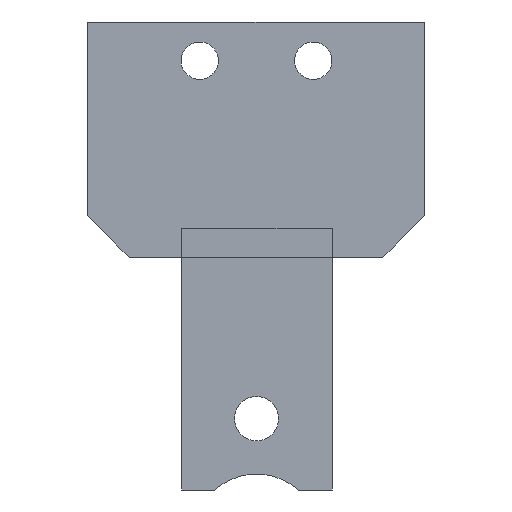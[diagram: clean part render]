
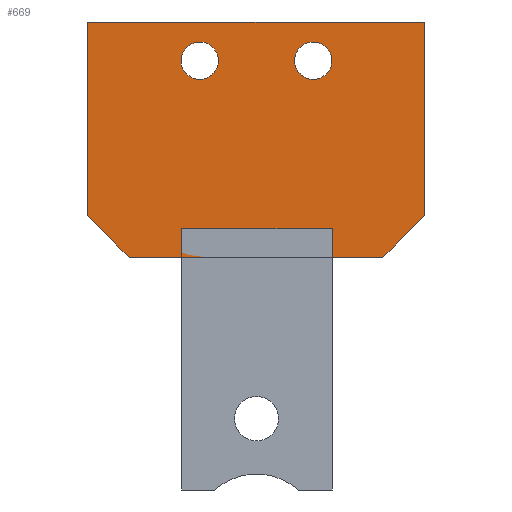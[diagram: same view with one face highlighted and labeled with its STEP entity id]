
A CAD part, front view. The second image highlights one B-rep face of the part: STEP entity #669.
In plain terms, the highlighted planar face has unit normal (0, -1, 0).
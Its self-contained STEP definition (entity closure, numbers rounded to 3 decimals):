
#26=FACE_BOUND('',#135,.T.);
#27=FACE_BOUND('',#136,.T.);
#57=PLANE('',#733);
#93=FACE_OUTER_BOUND('',#134,.T.);
#134=EDGE_LOOP('',(#620,#621,#622,#623,#624,#625));
#135=EDGE_LOOP('',(#626));
#136=EDGE_LOOP('',(#627));
#144=CIRCLE('',#705,1.35);
#146=CIRCLE('',#708,1.35);
#183=LINE('',#1001,#260);
#202=LINE('',#1051,#279);
#220=LINE('',#1086,#297);
#223=LINE('',#1093,#300);
#224=LINE('',#1095,#301);
#225=LINE('',#1097,#302);
#260=VECTOR('',#807,10.);
#279=VECTOR('',#860,10.);
#297=VECTOR('',#894,10.);
#300=VECTOR('',#903,10.);
#301=VECTOR('',#906,10.);
#302=VECTOR('',#909,10.);
#335=VERTEX_POINT('',#998);
#336=VERTEX_POINT('',#1000);
#338=VERTEX_POINT('',#1006);
#340=VERTEX_POINT('',#1012);
#349=VERTEX_POINT('',#1048);
#350=VERTEX_POINT('',#1050);
#359=VERTEX_POINT('',#1084);
#360=VERTEX_POINT('',#1091);
#401=EDGE_CURVE('',#335,#336,#183,.T.);
#405=EDGE_CURVE('',#338,#338,#144,.T.);
#408=EDGE_CURVE('',#340,#340,#146,.T.);
#426=EDGE_CURVE('',#350,#349,#202,.F.);
#444=EDGE_CURVE('',#349,#359,#220,.F.);
#447=EDGE_CURVE('',#360,#350,#223,.F.);
#448=EDGE_CURVE('',#360,#335,#224,.T.);
#449=EDGE_CURVE('',#336,#359,#225,.T.);
#620=ORIENTED_EDGE('',*,*,#401,.F.);
#621=ORIENTED_EDGE('',*,*,#448,.F.);
#622=ORIENTED_EDGE('',*,*,#447,.T.);
#623=ORIENTED_EDGE('',*,*,#426,.T.);
#624=ORIENTED_EDGE('',*,*,#444,.T.);
#625=ORIENTED_EDGE('',*,*,#449,.F.);
#626=ORIENTED_EDGE('',*,*,#408,.T.);
#627=ORIENTED_EDGE('',*,*,#405,.T.);
#669=ADVANCED_FACE('',(#93,#26,#27),#57,.T.);
#705=AXIS2_PLACEMENT_3D('',#1008,#814,#815);
#708=AXIS2_PLACEMENT_3D('',#1014,#821,#822);
#733=AXIS2_PLACEMENT_3D('',#1098,#910,#911);
#807=DIRECTION('',(-1.,0.,0.));
#814=DIRECTION('center_axis',(0.,1.,0.));
#815=DIRECTION('ref_axis',(-1.,0.,0.));
#821=DIRECTION('center_axis',(0.,1.,0.));
#822=DIRECTION('ref_axis',(-1.,0.,0.));
#860=DIRECTION('',(1.,0.,0.));
#894=DIRECTION('',(0.,0.,1.));
#903=DIRECTION('',(0.,0.,-1.));
#906=DIRECTION('',(-0.707,0.,-0.707));
#909=DIRECTION('',(-0.707,0.,0.707));
#910=DIRECTION('center_axis',(0.,-1.,0.));
#911=DIRECTION('ref_axis',(0.,0.,-1.));
#998=CARTESIAN_POINT('',(9.496,30.884,-12.098));
#1000=CARTESIAN_POINT('',(-8.854,30.884,-12.098));
#1001=CARTESIAN_POINT('',(0.319,30.884,-12.098));
#1006=CARTESIAN_POINT('',(-2.397,30.884,2.101));
#1008=CARTESIAN_POINT('Origin',(-3.747,30.884,2.101));
#1012=CARTESIAN_POINT('',(5.806,30.884,2.101));
#1014=CARTESIAN_POINT('Origin',(4.456,30.884,2.101));
#1048=CARTESIAN_POINT('',(-11.854,30.884,4.9));
#1050=CARTESIAN_POINT('',(12.496,30.884,4.9));
#1051=CARTESIAN_POINT('',(0.334,30.884,4.9));
#1084=CARTESIAN_POINT('',(-11.854,30.884,-9.098));
#1086=CARTESIAN_POINT('',(-11.854,30.884,-7.975));
#1091=CARTESIAN_POINT('',(12.496,30.884,-9.098));
#1093=CARTESIAN_POINT('',(12.496,30.884,-7.975));
#1095=CARTESIAN_POINT('',(7.013,30.884,-14.58));
#1097=CARTESIAN_POINT('',(-6.374,30.884,-14.579));
#1098=CARTESIAN_POINT('Origin',(0.318,30.884,-16.969));
